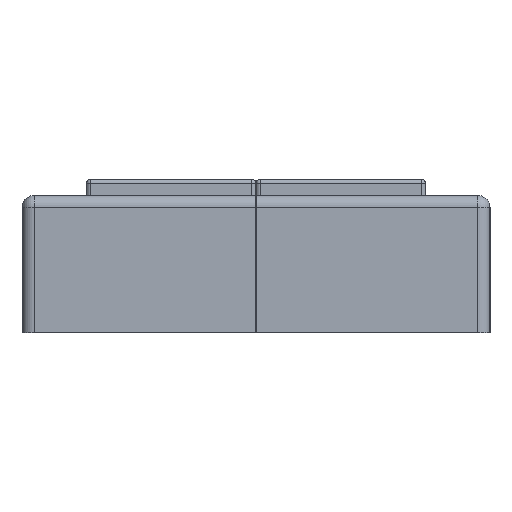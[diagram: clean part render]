
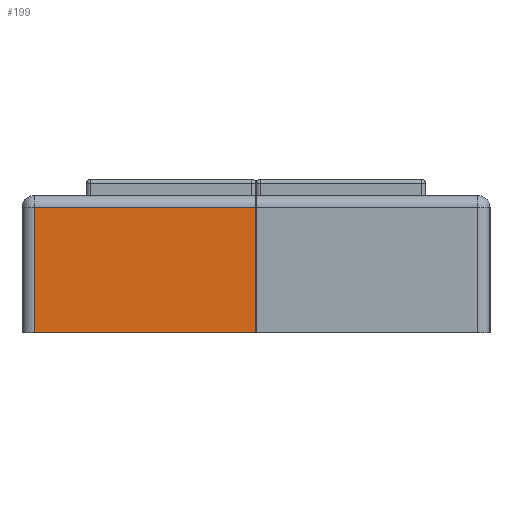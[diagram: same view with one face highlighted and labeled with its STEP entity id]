
A CAD part, left-side view. The second image highlights one B-rep face of the part: STEP entity #199.
In plain terms, the highlighted planar face has unit normal (-1, 0, 0).
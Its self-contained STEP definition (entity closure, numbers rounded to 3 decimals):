
#199=ADVANCED_FACE('NONE',(#792),#793,.F.);
#792=FACE_OUTER_BOUND('',#1968,.T.);
#793=PLANE('',#1969);
#1968=EDGE_LOOP('',(#3280,#3281,#3282,#3283));
#1969=AXIS2_PLACEMENT_3D('',#3284,#3285,#3286);
#3280=ORIENTED_EDGE('',*,*,#7562,.T.);
#3281=ORIENTED_EDGE('',*,*,#7563,.T.);
#3282=ORIENTED_EDGE('',*,*,#7564,.T.);
#3283=ORIENTED_EDGE('',*,*,#7565,.T.);
#3284=CARTESIAN_POINT('',(-73.5,29.0,8.5));
#3285=DIRECTION('',(1.0,0.,0.));
#3286=DIRECTION('',(0.0,1.0,0.));
#7562=EDGE_CURVE('NONE',#9006,#9007,#9008,.T.);
#7563=EDGE_CURVE('NONE',#9007,#9009,#9010,.T.);
#7564=EDGE_CURVE('NONE',#9009,#9011,#9012,.T.);
#7565=EDGE_CURVE('NONE',#9011,#9006,#9013,.T.);
#9006=VERTEX_POINT('NONE',#11256);
#9007=VERTEX_POINT('NONE',#11257);
#9008=LINE('',#11258,#11259);
#9009=VERTEX_POINT('NONE',#11260);
#9010=LINE('',#11261,#11262);
#9011=VERTEX_POINT('NONE',#11263);
#9012=LINE('',#11264,#11265);
#9013=LINE('',#11266,#11267);
#11256=CARTESIAN_POINT('',(-73.5,27.5,-8.5));
#11257=CARTESIAN_POINT('',(-73.5,0.005,-8.5));
#11258=CARTESIAN_POINT('',(-73.5,29.0,-8.5));
#11259=VECTOR('',#14566,1000.0);
#11260=CARTESIAN_POINT('',(-73.5,0.005,7.0));
#11261=CARTESIAN_POINT('',(-73.5,0.005,-8.5));
#11262=VECTOR('',#14567,1000.0);
#11263=CARTESIAN_POINT('',(-73.5,27.5,7.0));
#11264=CARTESIAN_POINT('',(-73.5,29.0,7.0));
#11265=VECTOR('',#14568,1000.0);
#11266=CARTESIAN_POINT('',(-73.5,27.5,8.5));
#11267=VECTOR('',#14569,1000.0);
#14566=DIRECTION('',(0.,-1.0,0.0));
#14567=DIRECTION('',(-0.0,-0.0,1.0));
#14568=DIRECTION('',(0.,1.0,-0.0));
#14569=DIRECTION('',(0.0,0.0,-1.0));
